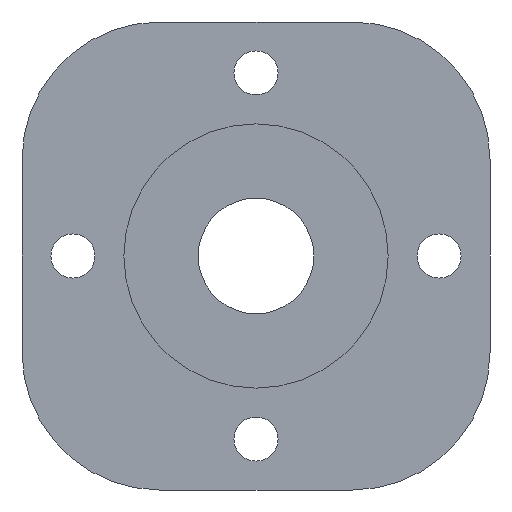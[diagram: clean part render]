
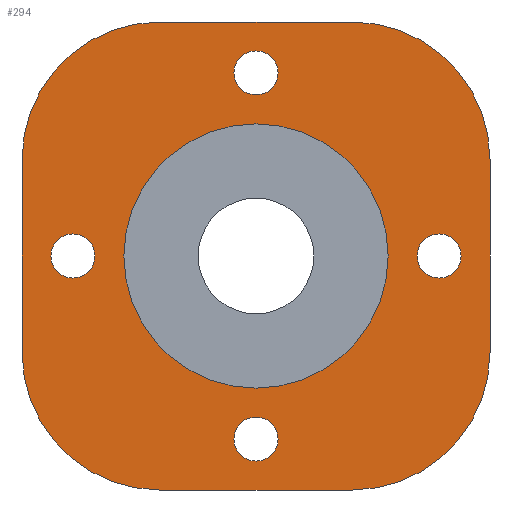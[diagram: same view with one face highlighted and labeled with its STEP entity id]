
A CAD part, front view. The second image highlights one B-rep face of the part: STEP entity #294.
In plain terms, the highlighted planar face has unit normal (0, -1, 0).
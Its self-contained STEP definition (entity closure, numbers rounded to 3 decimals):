
#17=LINE('',#466,#33);
#20=LINE('',#472,#36);
#21=LINE('',#476,#37);
#22=LINE('',#480,#38);
#33=VECTOR('',#378,14.);
#36=VECTOR('',#383,14.);
#37=VECTOR('',#386,14.);
#38=VECTOR('',#389,14.);
#49=PLANE('',#322);
#58=FACE_BOUND('',#99,.T.);
#59=FACE_BOUND('',#100,.T.);
#60=FACE_BOUND('',#101,.T.);
#61=FACE_BOUND('',#102,.T.);
#62=FACE_BOUND('',#103,.T.);
#77=FACE_OUTER_BOUND('',#98,.T.);
#98=EDGE_LOOP('',(#222,#223,#224,#225,#226,#227,#228,#229));
#99=EDGE_LOOP('',(#230));
#100=EDGE_LOOP('',(#231));
#101=EDGE_LOOP('',(#232));
#102=EDGE_LOOP('',(#233));
#103=EDGE_LOOP('',(#234));
#125=CIRCLE('',#313,1.6);
#127=CIRCLE('',#316,1.6);
#130=CIRCLE('',#320,10.);
#131=CIRCLE('',#323,10.);
#132=CIRCLE('',#324,10.);
#133=CIRCLE('',#325,10.);
#134=CIRCLE('',#326,9.6);
#135=CIRCLE('',#327,1.6);
#136=CIRCLE('',#328,1.6);
#145=VERTEX_POINT('',#446);
#147=VERTEX_POINT('',#451);
#151=VERTEX_POINT('',#459);
#152=VERTEX_POINT('',#461);
#153=VERTEX_POINT('',#465);
#155=VERTEX_POINT('',#471);
#156=VERTEX_POINT('',#473);
#157=VERTEX_POINT('',#475);
#158=VERTEX_POINT('',#477);
#159=VERTEX_POINT('',#479);
#160=VERTEX_POINT('',#482);
#161=VERTEX_POINT('',#484);
#162=VERTEX_POINT('',#486);
#173=EDGE_CURVE('',#145,#145,#125,.T.);
#175=EDGE_CURVE('',#147,#147,#127,.T.);
#179=EDGE_CURVE('',#151,#152,#130,.T.);
#181=EDGE_CURVE('',#152,#153,#17,.T.);
#184=EDGE_CURVE('',#155,#151,#20,.T.);
#185=EDGE_CURVE('',#156,#155,#131,.T.);
#186=EDGE_CURVE('',#157,#156,#21,.T.);
#187=EDGE_CURVE('',#158,#157,#132,.T.);
#188=EDGE_CURVE('',#159,#158,#22,.T.);
#189=EDGE_CURVE('',#153,#159,#133,.T.);
#190=EDGE_CURVE('',#160,#160,#134,.T.);
#191=EDGE_CURVE('',#161,#161,#135,.T.);
#192=EDGE_CURVE('',#162,#162,#136,.T.);
#222=ORIENTED_EDGE('',*,*,#179,.F.);
#223=ORIENTED_EDGE('',*,*,#184,.F.);
#224=ORIENTED_EDGE('',*,*,#185,.F.);
#225=ORIENTED_EDGE('',*,*,#186,.F.);
#226=ORIENTED_EDGE('',*,*,#187,.F.);
#227=ORIENTED_EDGE('',*,*,#188,.F.);
#228=ORIENTED_EDGE('',*,*,#189,.F.);
#229=ORIENTED_EDGE('',*,*,#181,.F.);
#230=ORIENTED_EDGE('',*,*,#173,.T.);
#231=ORIENTED_EDGE('',*,*,#175,.T.);
#232=ORIENTED_EDGE('',*,*,#190,.T.);
#233=ORIENTED_EDGE('',*,*,#191,.T.);
#234=ORIENTED_EDGE('',*,*,#192,.T.);
#294=ADVANCED_FACE('',(#77,#58,#59,#60,#61,#62),#49,.T.);
#313=AXIS2_PLACEMENT_3D('',#447,#358,#359);
#316=AXIS2_PLACEMENT_3D('',#452,#364,#365);
#320=AXIS2_PLACEMENT_3D('',#462,#373,#374);
#322=AXIS2_PLACEMENT_3D('',#470,#381,#382);
#323=AXIS2_PLACEMENT_3D('',#474,#384,#385);
#324=AXIS2_PLACEMENT_3D('',#478,#387,#388);
#325=AXIS2_PLACEMENT_3D('',#481,#390,#391);
#326=AXIS2_PLACEMENT_3D('',#483,#392,#393);
#327=AXIS2_PLACEMENT_3D('',#485,#394,#395);
#328=AXIS2_PLACEMENT_3D('',#487,#396,#397);
#358=DIRECTION('center_axis',(0.,1.,0.));
#359=DIRECTION('ref_axis',(1.,0.,0.));
#364=DIRECTION('center_axis',(0.,1.,0.));
#365=DIRECTION('ref_axis',(1.,0.,0.));
#373=DIRECTION('center_axis',(0.,1.,0.));
#374=DIRECTION('ref_axis',(-0.707,0.,0.707));
#378=DIRECTION('',(1.,0.,0.));
#381=DIRECTION('center_axis',(0.,-1.,0.));
#382=DIRECTION('ref_axis',(0.,0.,-1.));
#383=DIRECTION('',(0.,0.,1.));
#384=DIRECTION('center_axis',(0.,1.,0.));
#385=DIRECTION('ref_axis',(-0.707,0.,-0.707));
#386=DIRECTION('',(-1.,0.,0.));
#387=DIRECTION('center_axis',(0.,1.,0.));
#388=DIRECTION('ref_axis',(0.707,0.,-0.707));
#389=DIRECTION('',(0.,0.,-1.));
#390=DIRECTION('center_axis',(0.,1.,0.));
#391=DIRECTION('ref_axis',(0.707,0.,0.707));
#392=DIRECTION('center_axis',(0.,1.,0.));
#393=DIRECTION('ref_axis',(1.,0.,0.));
#394=DIRECTION('center_axis',(0.,1.,0.));
#395=DIRECTION('ref_axis',(1.,0.,0.));
#396=DIRECTION('center_axis',(0.,1.,0.));
#397=DIRECTION('ref_axis',(1.,0.,0.));
#446=CARTESIAN_POINT('',(-14.9,0.,0.));
#447=CARTESIAN_POINT('Origin',(-13.3,0.,0.));
#451=CARTESIAN_POINT('',(11.7,0.,0.));
#452=CARTESIAN_POINT('Origin',(13.3,0.,0.));
#459=CARTESIAN_POINT('',(-17.,0.,7.));
#461=CARTESIAN_POINT('',(-7.,0.,17.));
#462=CARTESIAN_POINT('Origin',(-7.,0.,7.));
#465=CARTESIAN_POINT('',(7.,0.,17.));
#466=CARTESIAN_POINT('',(-17.,0.,17.));
#470=CARTESIAN_POINT('Origin',(0.,0.,0.));
#471=CARTESIAN_POINT('',(-17.,0.,-7.));
#472=CARTESIAN_POINT('',(-17.,0.,-17.));
#473=CARTESIAN_POINT('',(-7.,0.,-17.));
#474=CARTESIAN_POINT('Origin',(-7.,0.,-7.));
#475=CARTESIAN_POINT('',(7.,0.,-17.));
#476=CARTESIAN_POINT('',(17.,0.,-17.));
#477=CARTESIAN_POINT('',(17.,0.,-7.));
#478=CARTESIAN_POINT('Origin',(7.,0.,-7.));
#479=CARTESIAN_POINT('',(17.,0.,7.));
#480=CARTESIAN_POINT('',(17.,0.,17.));
#481=CARTESIAN_POINT('Origin',(7.,0.,7.));
#482=CARTESIAN_POINT('',(-9.6,0.,0.));
#483=CARTESIAN_POINT('Origin',(0.,0.,0.));
#484=CARTESIAN_POINT('',(-1.6,0.,-13.3));
#485=CARTESIAN_POINT('Origin',(0.,0.,-13.3));
#486=CARTESIAN_POINT('',(-1.6,0.,13.3));
#487=CARTESIAN_POINT('Origin',(0.,0.,13.3));
